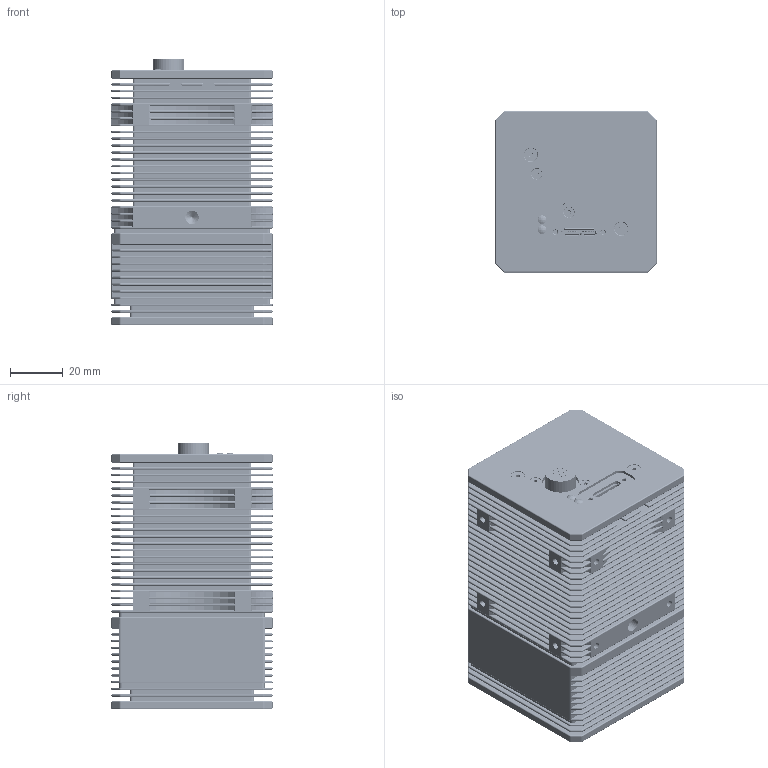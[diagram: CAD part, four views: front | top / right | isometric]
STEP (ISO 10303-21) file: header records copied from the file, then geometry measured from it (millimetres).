
FILE_DESCRIPTION (( 'STEP AP214' ), '1' );
FILE_NAME ('WCD-QD C-mount.STEP', '2023-07-24T22:32:58', ( '' ), ( '' ), 'SwSTEP 2.0', 'SolidWorks 2022', '' );
FILE_SCHEMA (( 'AUTOMOTIVE_DESIGN' ));
Length unit declared in the file: inch
Products named in the file (26): MDFM5743-P40_02-wedge; ntx-u3; CONTACT; PLP2-250; HOUSING; DRI-2-1-2-C; CONTACT9; 91292A263_TYPE 18-8 SS SOCKET HEAD CAP SCREW_91292A263; 91294A012_BLACK ALLOY STEEL FLAT-HEAD SOCKET CAP SCREW_91294A012; CONTACT3; WCD-QD C-mount; CONTACT6; DRI-2-2-1-B; DRI-2-2-3-A; CONTACT5; HR10-10R-12PB_AF0; CONTACT1; CONTACT2; 91290A010_BLACK-OXIDE CLASS 12.9 SOCKET HEAD CAP SCREW_91290A010; CONTACT4; CONTACT8; DRI-2-3-2-A; DRI-2-3-1-E; SHELL; 91294A004_BLACK ALLOY STEEL FLAT-HEAD SOCKET CAP SCREW_91294A004; CONTACT7
Assembly tree (38 placements, depth 3):
  WCD-QD C-mount
    DRI-2-2-1-B
    MDFM5743-P40_02-wedge
    DRI-2-2-3-A
    DRI-2-3-1-E
    PLP2-250  x2
    91294A012_BLACK ALLOY STEEL FLAT-HEAD SOCKET CAP SCREW_91294A012  x2
    91294A004_BLACK ALLOY STEEL FLAT-HEAD SOCKET CAP SCREW_91294A004  x2
    DRI-2-3-2-A
    91290A010_BLACK-OXIDE CLASS 12.9 SOCKET HEAD CAP SCREW_91290A010  x8
    91292A263_TYPE 18-8 SS SOCKET HEAD CAP SCREW_91292A263  x4
    ntx-u3
      HR10-10R-12PB_AF0
      CONTACT3
      CONTACT2
      CONTACT1
      CONTACT
      CONTACT4
      CONTACT5
      CONTACT6
      CONTACT7
      CONTACT8
      CONTACT9
      HOUSING
      SHELL
    DRI-2-1-2-C
Bounding box: 61 x 61.02 x 100.88 mm (x, y, z)
Volume: 160083.3 mm3; surface area: 156207.6 mm2
Topology: 48 solids, 49 shells, 5294 faces, 13229 edges, 8238 vertices
Faces by surface type: cylinder 2472, plane 1806, torus 524, cone 292, bspline 124, sphere 76
Full cylindrical faces by diameter (mm): 0 x2
Entity records: 146923 total; most frequent: CARTESIAN_POINT 34768, DIRECTION 22874, ORIENTED_EDGE 22190, EDGE_CURVE 11099, AXIS2_PLACEMENT_3D 8509, VERTEX_POINT 6913, VECTOR 5856, LINE 5856
